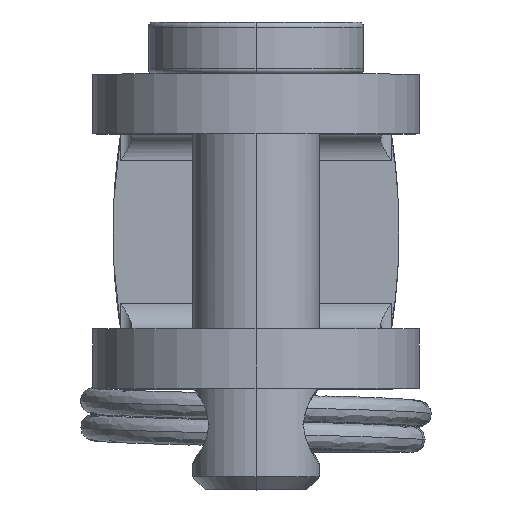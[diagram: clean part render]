
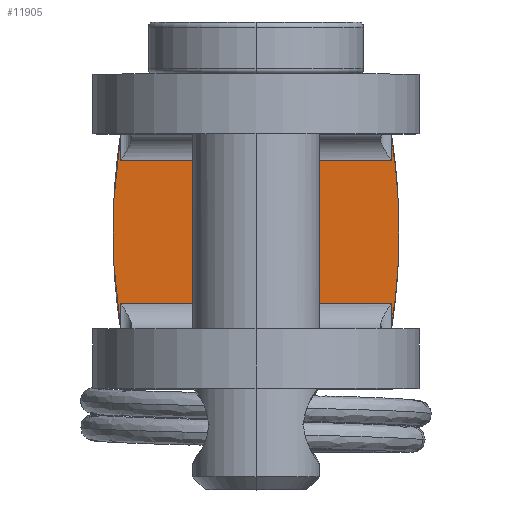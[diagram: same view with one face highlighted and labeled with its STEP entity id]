
A CAD part, top view. The second image highlights one B-rep face of the part: STEP entity #11905.
In plain terms, the highlighted planar face has unit normal (0, 0, 1).
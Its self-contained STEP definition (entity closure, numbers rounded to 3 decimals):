
#631 = CARTESIAN_POINT ( 'NONE',  ( 5.199, 3.851, 0. ) ) ;
#850 = CIRCLE ( 'NONE', #15322, 24.777 ) ;
#1043 = DIRECTION ( 'NONE',  ( 1., 0., 0. ) ) ;
#1095 = ORIENTED_EDGE ( 'NONE', *, *, #14491, .T. ) ;
#1466 = LINE ( 'NONE', #11031, #16681 ) ;
#2287 = LINE ( 'NONE', #14067, #6001 ) ;
#2411 = CARTESIAN_POINT ( 'NONE',  ( 5.199, -2.75, 0. ) ) ;
#2605 = DIRECTION ( 'NONE',  ( 0., 0., -1. ) ) ;
#2789 = AXIS2_PLACEMENT_3D ( 'NONE', #10079, #5554, #3951 ) ;
#2843 = ORIENTED_EDGE ( 'NONE', *, *, #8284, .T. ) ;
#2847 = DIRECTION ( 'NONE',  ( -1., 0., 0. ) ) ;
#3277 = CARTESIAN_POINT ( 'NONE',  ( -5.199, 2.75, 0. ) ) ;
#3304 = ORIENTED_EDGE ( 'NONE', *, *, #17912, .F. ) ;
#3758 = ORIENTED_EDGE ( 'NONE', *, *, #4644, .T. ) ;
#3847 = CIRCLE ( 'NONE', #18528, 24.777 ) ;
#3951 = DIRECTION ( 'NONE',  ( -1., 0., 0. ) ) ;
#3953 = CARTESIAN_POINT ( 'NONE',  ( 5.199, -3.851, 0. ) ) ;
#4104 = ORIENTED_EDGE ( 'NONE', *, *, #18597, .F. ) ;
#4112 = CARTESIAN_POINT ( 'NONE',  ( 5.199, 0., 0. ) ) ;
#4192 = EDGE_LOOP ( 'NONE', ( #1095, #2843, #4104, #3304, #3758, #11102, #15199, #5190, #11042 ) ) ;
#4376 = FACE_OUTER_BOUND ( 'NONE', #4192, .T. ) ;
#4644 = EDGE_CURVE ( 'NONE', #8826, #7317, #1466, .T. ) ;
#5190 = ORIENTED_EDGE ( 'NONE', *, *, #19088, .F. ) ;
#5329 = AXIS2_PLACEMENT_3D ( 'NONE', #5436, #7049, #15744 ) ;
#5436 = CARTESIAN_POINT ( 'NONE',  ( -19.277, 0., 0. ) ) ;
#5441 = DIRECTION ( 'NONE',  ( 0., -1., 0. ) ) ;
#5554 = DIRECTION ( 'NONE',  ( 0., 0., -1. ) ) ;
#5987 = CARTESIAN_POINT ( 'NONE',  ( 19.277, 0., 0. ) ) ;
#6001 = VECTOR ( 'NONE', #17073, 1000. ) ;
#6477 = VERTEX_POINT ( 'NONE', #12758 ) ;
#6686 = CARTESIAN_POINT ( 'NONE',  ( -5.199, 3.851, 0. ) ) ;
#7049 = DIRECTION ( 'NONE',  ( 0., 0., -1. ) ) ;
#7102 = LINE ( 'NONE', #15746, #15857 ) ;
#7317 = VERTEX_POINT ( 'NONE', #9104 ) ;
#7332 = LINE ( 'NONE', #11443, #18628 ) ;
#7334 = CIRCLE ( 'NONE', #5329, 24.777 ) ;
#7664 = VECTOR ( 'NONE', #5441, 1000. ) ;
#8284 = EDGE_CURVE ( 'NONE', #11311, #10959, #11588, .T. ) ;
#8601 = EDGE_CURVE ( 'NONE', #16412, #17208, #18914, .T. ) ;
#8673 = VERTEX_POINT ( 'NONE', #12126 ) ;
#8826 = VERTEX_POINT ( 'NONE', #631 ) ;
#9017 = DIRECTION ( 'NONE',  ( 1., 0., 0. ) ) ;
#9104 = CARTESIAN_POINT ( 'NONE',  ( 5.199, 2.75, 0. ) ) ;
#9717 = VECTOR ( 'NONE', #12835, 1000. ) ;
#10079 = CARTESIAN_POINT ( 'NONE',  ( -19.277, 0., 0. ) ) ;
#10102 = CARTESIAN_POINT ( 'NONE',  ( -19.277, 0., 0. ) ) ;
#10959 = VERTEX_POINT ( 'NONE', #3953 ) ;
#11031 = CARTESIAN_POINT ( 'NONE',  ( 5.199, 3.75, 0. ) ) ;
#11042 = ORIENTED_EDGE ( 'NONE', *, *, #15512, .T. ) ;
#11102 = ORIENTED_EDGE ( 'NONE', *, *, #14570, .T. ) ;
#11311 = VERTEX_POINT ( 'NONE', #2411 ) ;
#11443 = CARTESIAN_POINT ( 'NONE',  ( -19.277, 2.75, 0. ) ) ;
#11588 = LINE ( 'NONE', #4112, #7664 ) ;
#11905 = ADVANCED_FACE ( 'NONE', ( #4376 ), #15977, .F. ) ;
#12126 = CARTESIAN_POINT ( 'NONE',  ( -5.199, -2.75, 0. ) ) ;
#12758 = CARTESIAN_POINT ( 'NONE',  ( 5.5, 0., 0. ) ) ;
#12835 = DIRECTION ( 'NONE',  ( 0., 1., 0. ) ) ;
#13978 = DIRECTION ( 'NONE',  ( 0., -1., 0. ) ) ;
#14067 = CARTESIAN_POINT ( 'NONE',  ( -5.199, 0., 0. ) ) ;
#14359 = CARTESIAN_POINT ( 'NONE',  ( -5.199, -3.851, 0. ) ) ;
#14491 = EDGE_CURVE ( 'NONE', #8673, #11311, #7102, .T. ) ;
#14570 = EDGE_CURVE ( 'NONE', #7317, #16412, #7332, .T. ) ;
#15199 = ORIENTED_EDGE ( 'NONE', *, *, #8601, .T. ) ;
#15322 = AXIS2_PLACEMENT_3D ( 'NONE', #10102, #2605, #2847 ) ;
#15512 = EDGE_CURVE ( 'NONE', #18585, #8673, #2287, .T. ) ;
#15744 = DIRECTION ( 'NONE',  ( -1., 0., 0. ) ) ;
#15746 = CARTESIAN_POINT ( 'NONE',  ( -19.277, -2.75, 0. ) ) ;
#15857 = VECTOR ( 'NONE', #1043, 1000. ) ;
#15977 = PLANE ( 'NONE',  #2789 ) ;
#16381 = DIRECTION ( 'NONE',  ( -1., 0., 0. ) ) ;
#16412 = VERTEX_POINT ( 'NONE', #3277 ) ;
#16681 = VECTOR ( 'NONE', #13978, 1000. ) ;
#17073 = DIRECTION ( 'NONE',  ( 0., 1., 0. ) ) ;
#17208 = VERTEX_POINT ( 'NONE', #6686 ) ;
#17751 = DIRECTION ( 'NONE',  ( 0., 0., -1. ) ) ;
#17912 = EDGE_CURVE ( 'NONE', #8826, #6477, #7334, .T. ) ;
#18528 = AXIS2_PLACEMENT_3D ( 'NONE', #5987, #17751, #9017 ) ;
#18585 = VERTEX_POINT ( 'NONE', #14359 ) ;
#18597 = EDGE_CURVE ( 'NONE', #6477, #10959, #850, .T. ) ;
#18628 = VECTOR ( 'NONE', #16381, 1000. ) ;
#18813 = CARTESIAN_POINT ( 'NONE',  ( -5.199, 6.05, 0. ) ) ;
#18914 = LINE ( 'NONE', #18813, #9717 ) ;
#19088 = EDGE_CURVE ( 'NONE', #18585, #17208, #3847, .T. ) ;
